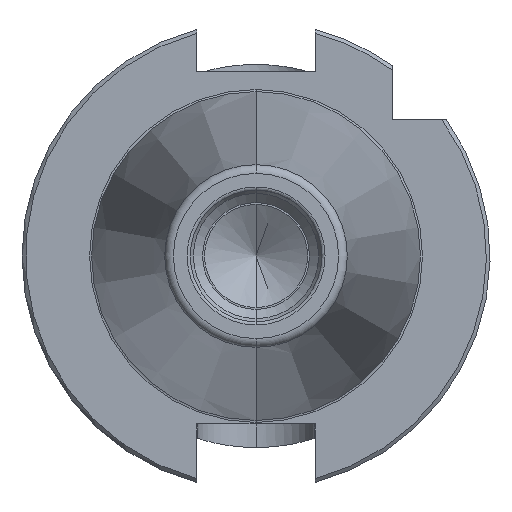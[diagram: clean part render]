
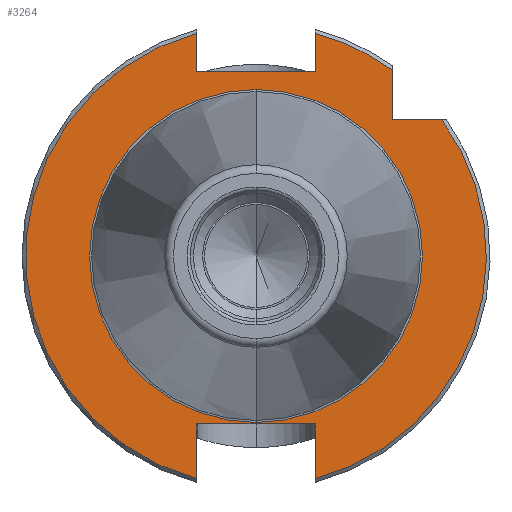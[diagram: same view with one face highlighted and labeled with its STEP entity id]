
A CAD part, left-side view. The second image highlights one B-rep face of the part: STEP entity #3264.
In plain terms, the highlighted planar face has unit normal (-1, 0, 0).
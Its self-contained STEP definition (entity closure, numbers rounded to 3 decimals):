
#15 = VECTOR ( 'NONE', #1212, 1000. ) ;
#108 = LINE ( 'NONE', #3178, #2350 ) ;
#154 = CARTESIAN_POINT ( 'NONE',  ( 71.6, 8.05, 30.221 ) ) ;
#189 = AXIS2_PLACEMENT_3D ( 'NONE', #669, #2682, #973 ) ;
#193 = CARTESIAN_POINT ( 'NONE',  ( 71.6, 22.6, 0. ) ) ;
#195 = CIRCLE ( 'NONE', #3541, 31.275 ) ;
#197 = ORIENTED_EDGE ( 'NONE', *, *, #3378, .F. ) ;
#202 = DIRECTION ( 'NONE',  ( 0., 0., 1. ) ) ;
#220 = ORIENTED_EDGE ( 'NONE', *, *, #3359, .F. ) ;
#282 = DIRECTION ( 'NONE',  ( 0., 0., -1. ) ) ;
#283 = VERTEX_POINT ( 'NONE', #1004 ) ;
#287 = ORIENTED_EDGE ( 'NONE', *, *, #3407, .F. ) ;
#441 = ORIENTED_EDGE ( 'NONE', *, *, #3365, .F. ) ;
#480 = CIRCLE ( 'NONE', #999, 22.6 ) ;
#485 = PLANE ( 'NONE',  #3599 ) ;
#496 = CARTESIAN_POINT ( 'NONE',  ( 71.6, -8.05, 30.221 ) ) ;
#524 = CARTESIAN_POINT ( 'NONE',  ( 71.6, 8.05, -30.221 ) ) ;
#585 = DIRECTION ( 'NONE',  ( 0., 0., -1. ) ) ;
#604 = DIRECTION ( 'NONE',  ( 1., 0., 0. ) ) ;
#669 = CARTESIAN_POINT ( 'NONE',  ( 71.6, 0., 0. ) ) ;
#760 = VERTEX_POINT ( 'NONE', #524 ) ;
#800 = VECTOR ( 'NONE', #282, 1000. ) ;
#821 = ORIENTED_EDGE ( 'NONE', *, *, #2925, .F. ) ;
#886 = CARTESIAN_POINT ( 'NONE',  ( 71.6, 8.05, 0. ) ) ;
#891 = VECTOR ( 'NONE', #585, 1000. ) ;
#963 = VERTEX_POINT ( 'NONE', #3529 ) ;
#973 = DIRECTION ( 'NONE',  ( 0., 0., -1. ) ) ;
#986 = VECTOR ( 'NONE', #3786, 1000. ) ;
#991 = VERTEX_POINT ( 'NONE', #3336 ) ;
#999 = AXIS2_PLACEMENT_3D ( 'NONE', #1362, #3369, #1661 ) ;
#1004 = CARTESIAN_POINT ( 'NONE',  ( 71.6, 0., -22.6 ) ) ;
#1191 = ORIENTED_EDGE ( 'NONE', *, *, #3120, .F. ) ;
#1212 = DIRECTION ( 'NONE',  ( 0., 1., 0. ) ) ;
#1362 = CARTESIAN_POINT ( 'NONE',  ( 71.6, 0., 0. ) ) ;
#1417 = VERTEX_POINT ( 'NONE', #154 ) ;
#1434 = VERTEX_POINT ( 'NONE', #3509 ) ;
#1472 = CARTESIAN_POINT ( 'NONE',  ( 71.6, 0., 0. ) ) ;
#1496 = LINE ( 'NONE', #3195, #3722 ) ;
#1498 = CARTESIAN_POINT ( 'NONE',  ( 71.6, 8.05, -22.8 ) ) ;
#1526 = ORIENTED_EDGE ( 'NONE', *, *, #1985, .T. ) ;
#1564 = CARTESIAN_POINT ( 'NONE',  ( 71.6, 0., 0. ) ) ;
#1584 = LINE ( 'NONE', #2352, #15 ) ;
#1589 = CARTESIAN_POINT ( 'NONE',  ( 71.6, -8.05, -22.8 ) ) ;
#1661 = DIRECTION ( 'NONE',  ( 0., 0., -1. ) ) ;
#1691 = LINE ( 'NONE', #2592, #891 ) ;
#1774 = DIRECTION ( 'NONE',  ( 0., 0., -1. ) ) ;
#1778 = LINE ( 'NONE', #886, #800 ) ;
#1832 = ORIENTED_EDGE ( 'NONE', *, *, #3405, .F. ) ;
#1868 = DIRECTION ( 'NONE',  ( 0., 0., -1. ) ) ;
#1964 = CIRCLE ( 'NONE', #189, 31.275 ) ;
#1980 = DIRECTION ( 'NONE',  ( -1., 0., 0. ) ) ;
#1985 = EDGE_CURVE ( 'NONE', #991, #283, #480, .T. ) ;
#2075 = CARTESIAN_POINT ( 'NONE',  ( 71.6, 8.05, -22.8 ) ) ;
#2105 = EDGE_LOOP ( 'NONE', ( #220, #441, #821, #2353, #197, #2516, #3054, #2476, #1832, #287, #1191 ) ) ;
#2106 = CARTESIAN_POINT ( 'NONE',  ( 71.6, -8.05, 25. ) ) ;
#2260 = VECTOR ( 'NONE', #2619, 1000. ) ;
#2339 = EDGE_LOOP ( 'NONE', ( #2884, #1526 ) ) ;
#2350 = VECTOR ( 'NONE', #3491, 1000. ) ;
#2352 = CARTESIAN_POINT ( 'NONE',  ( 71.6, 8.05, -22.8 ) ) ;
#2353 = ORIENTED_EDGE ( 'NONE', *, *, #3372, .F. ) ;
#2366 = CARTESIAN_POINT ( 'NONE',  ( 71.6, 0., 0. ) ) ;
#2435 = LINE ( 'NONE', #2609, #986 ) ;
#2476 = ORIENTED_EDGE ( 'NONE', *, *, #3399, .F. ) ;
#2516 = ORIENTED_EDGE ( 'NONE', *, *, #3383, .F. ) ;
#2592 = CARTESIAN_POINT ( 'NONE',  ( 71.6, -18.5, 0. ) ) ;
#2609 = CARTESIAN_POINT ( 'NONE',  ( 71.6, -8.05, 25. ) ) ;
#2619 = DIRECTION ( 'NONE',  ( 0., 0., -1. ) ) ;
#2628 = DIRECTION ( 'NONE',  ( 0., 0., -1. ) ) ;
#2639 = VERTEX_POINT ( 'NONE', #3206 ) ;
#2682 = DIRECTION ( 'NONE',  ( 1., 0., 0. ) ) ;
#2772 = VERTEX_POINT ( 'NONE', #2835 ) ;
#2835 = CARTESIAN_POINT ( 'NONE',  ( 71.6, -25.217, 18.5 ) ) ;
#2882 = CARTESIAN_POINT ( 'NONE',  ( 71.6, -36.79, 18.5 ) ) ;
#2884 = ORIENTED_EDGE ( 'NONE', *, *, #3419, .T. ) ;
#2925 = EDGE_CURVE ( 'NONE', #3265, #3618, #1964, .T. ) ;
#2965 = VERTEX_POINT ( 'NONE', #1589 ) ;
#3003 = LINE ( 'NONE', #2075, #2260 ) ;
#3054 = ORIENTED_EDGE ( 'NONE', *, *, #3354, .F. ) ;
#3079 = VERTEX_POINT ( 'NONE', #2106 ) ;
#3086 = CIRCLE ( 'NONE', #3516, 22.6 ) ;
#3120 = EDGE_CURVE ( 'NONE', #2772, #1434, #3525, .T. ) ;
#3161 = DIRECTION ( 'NONE',  ( 0., -1., 0. ) ) ;
#3174 = VECTOR ( 'NONE', #3161, 1000. ) ;
#3178 = CARTESIAN_POINT ( 'NONE',  ( 71.6, -8.05, 25. ) ) ;
#3195 = CARTESIAN_POINT ( 'NONE',  ( 71.6, -8.05, 0. ) ) ;
#3206 = CARTESIAN_POINT ( 'NONE',  ( 71.6, -18.5, 18.5 ) ) ;
#3264 = ADVANCED_FACE ( 'NONE', ( #3577, #3469 ), #485, .T. ) ;
#3265 = VERTEX_POINT ( 'NONE', #496 ) ;
#3283 = LINE ( 'NONE', #2882, #3174 ) ;
#3336 = CARTESIAN_POINT ( 'NONE',  ( 71.6, 0., 22.6 ) ) ;
#3354 = EDGE_CURVE ( 'NONE', #760, #1417, #195, .T. ) ;
#3359 = EDGE_CURVE ( 'NONE', #2639, #2772, #3283, .T. ) ;
#3365 = EDGE_CURVE ( 'NONE', #3618, #2639, #1691, .T. ) ;
#3369 = DIRECTION ( 'NONE',  ( 1., 0., 0. ) ) ;
#3372 = EDGE_CURVE ( 'NONE', #3079, #3265, #2435, .T. ) ;
#3378 = EDGE_CURVE ( 'NONE', #963, #3079, #108, .T. ) ;
#3383 = EDGE_CURVE ( 'NONE', #1417, #963, #1778, .T. ) ;
#3399 = EDGE_CURVE ( 'NONE', #3421, #760, #3003, .T. ) ;
#3405 = EDGE_CURVE ( 'NONE', #2965, #3421, #1584, .T. ) ;
#3407 = EDGE_CURVE ( 'NONE', #1434, #2965, #1496, .T. ) ;
#3419 = EDGE_CURVE ( 'NONE', #283, #991, #3086, .T. ) ;
#3421 = VERTEX_POINT ( 'NONE', #1498 ) ;
#3469 = FACE_BOUND ( 'NONE', #2339, .T. ) ;
#3482 = DIRECTION ( 'NONE',  ( 1., 0., 0. ) ) ;
#3491 = DIRECTION ( 'NONE',  ( 0., -1., 0. ) ) ;
#3504 = DIRECTION ( 'NONE',  ( 0., 0., 1. ) ) ;
#3509 = CARTESIAN_POINT ( 'NONE',  ( 71.6, -8.05, -30.221 ) ) ;
#3516 = AXIS2_PLACEMENT_3D ( 'NONE', #2366, #604, #2628 ) ;
#3525 = CIRCLE ( 'NONE', #3759, 31.275 ) ;
#3529 = CARTESIAN_POINT ( 'NONE',  ( 71.6, 8.05, 25. ) ) ;
#3541 = AXIS2_PLACEMENT_3D ( 'NONE', #1472, #3482, #1774 ) ;
#3577 = FACE_OUTER_BOUND ( 'NONE', #2105, .T. ) ;
#3589 = DIRECTION ( 'NONE',  ( 1., 0., 0. ) ) ;
#3599 = AXIS2_PLACEMENT_3D ( 'NONE', #193, #1980, #202 ) ;
#3618 = VERTEX_POINT ( 'NONE', #3671 ) ;
#3671 = CARTESIAN_POINT ( 'NONE',  ( 71.6, -18.5, 25.217 ) ) ;
#3722 = VECTOR ( 'NONE', #3504, 1000. ) ;
#3759 = AXIS2_PLACEMENT_3D ( 'NONE', #1564, #3589, #1868 ) ;
#3786 = DIRECTION ( 'NONE',  ( 0., 0., 1. ) ) ;
